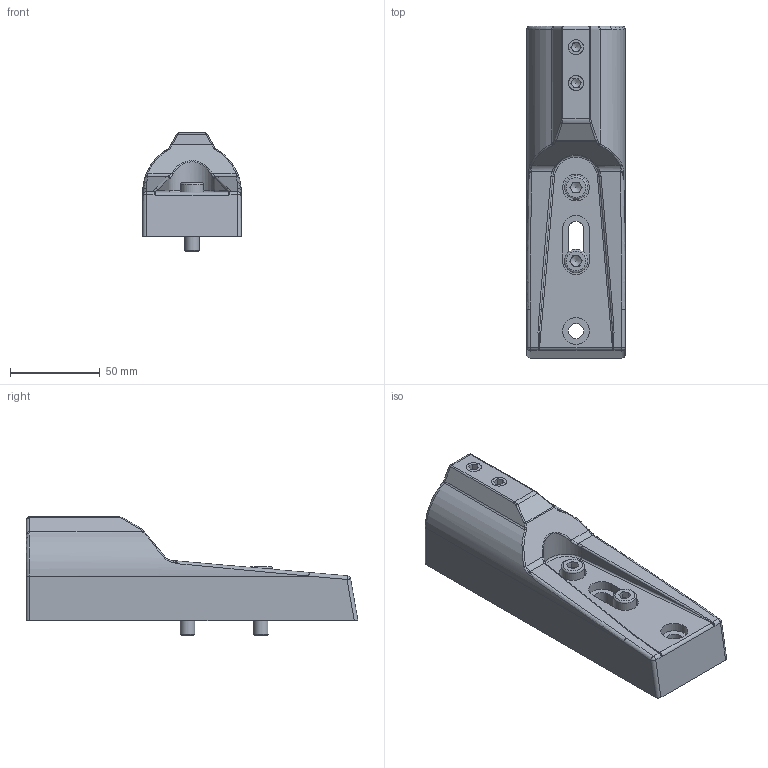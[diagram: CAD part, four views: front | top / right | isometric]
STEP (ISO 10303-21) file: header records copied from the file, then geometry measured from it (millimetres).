
FILE_DESCRIPTION(/* description */ ('STEP AP203'),/* implementation_level */ '2;1');
FILE_NAME(/* name */ 'CBA40S.stp',/* time_stamp */ '2022-07-11T10:11:40+02:00',/* author */ ('USER'),/* organization */ ('Microsoft'),/* preprocessor_version */ 'ST-DEVELOPER v18.1',/* originating_system */ 'Autodesk Inventor 2021',/* authorisation */ '');
FILE_SCHEMA (('AUTOMOTIVE_DESIGN { 1 0 10303 214 3 1 1 }'));
Length unit declared in the file: millimetre
Products named in the file (1): CBA40S
Bounding box: 55 x 185 x 65.9 mm (x, y, z)
Volume: 277222.9 mm3; surface area: 53376.5 mm2
Topology: 7 solids, 7 shells, 196 faces, 446 edges, 263 vertices
Faces by surface type: plane 90, cylinder 57, bspline 31, cone 10, torus 6, sphere 2
Full cylindrical faces by diameter (mm): 8 x2, 8.5 x4, 10 x2, 13 x2, 15 x2, 33.8 x1, 40 x1
Entity records: 7408 total; most frequent: CARTESIAN_POINT 3068, DIRECTION 918, ORIENTED_EDGE 868, EDGE_CURVE 434, AXIS2_PLACEMENT_3D 352, VERTEX_POINT 263, EDGE_LOOP 217, LINE 214
